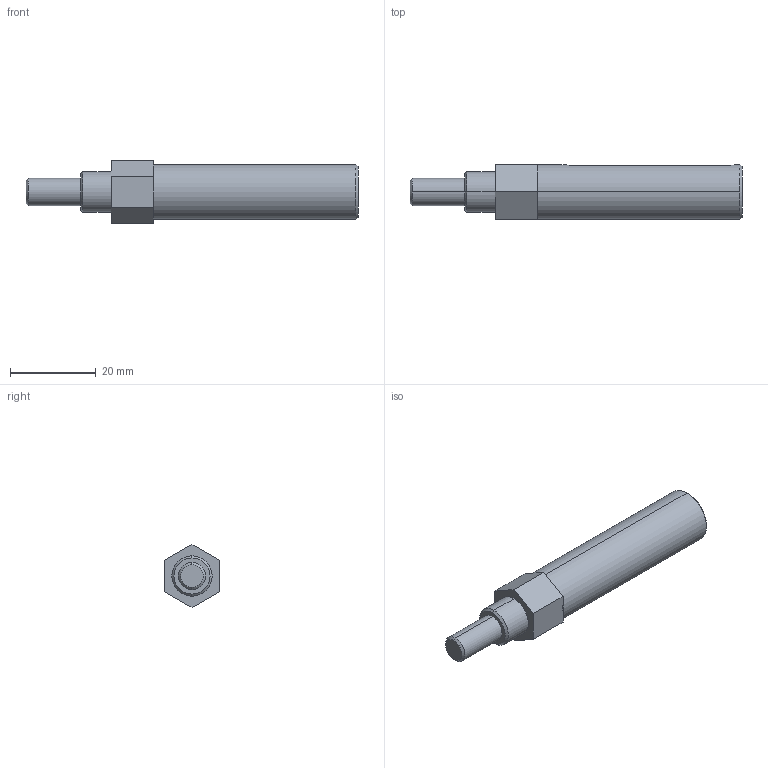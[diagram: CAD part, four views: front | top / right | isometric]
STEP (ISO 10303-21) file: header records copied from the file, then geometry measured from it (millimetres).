
FILE_DESCRIPTION (( 'STEP AP214' ), '1' );
FILE_NAME ('am-0740a 500 Keyed Steel Output Shaft with Magnet for CIMple Box & Spinbox .STEP', '2017-05-12T19:08:48', ( '' ), ( '' ), 'SwSTEP 2.0', 'SolidWorks 2017', '' );
FILE_SCHEMA (( 'AUTOMOTIVE_DESIGN' ));
Length unit declared in the file: inch
Products named in the file (1): am-0740a 500 Keyed Steel Output Shaft with Magnet for CIMple Box & Spinbox 
Bounding box: 77.22 x 12.7 x 14.66 mm (x, y, z)
Volume: 7696.2 mm3; surface area: 3462.5 mm2
Topology: 1 solids, 1 shells, 37 faces, 82 edges, 49 vertices
Faces by surface type: plane 19, cylinder 10, cone 8
Entity records: 1086 total; most frequent: CARTESIAN_POINT 217, DIRECTION 184, ORIENTED_EDGE 160, EDGE_CURVE 80, AXIS2_PLACEMENT_3D 68, VERTEX_POINT 49, VECTOR 48, LINE 48
